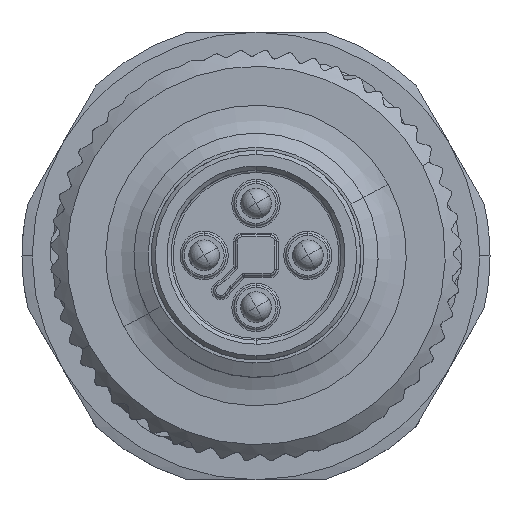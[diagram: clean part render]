
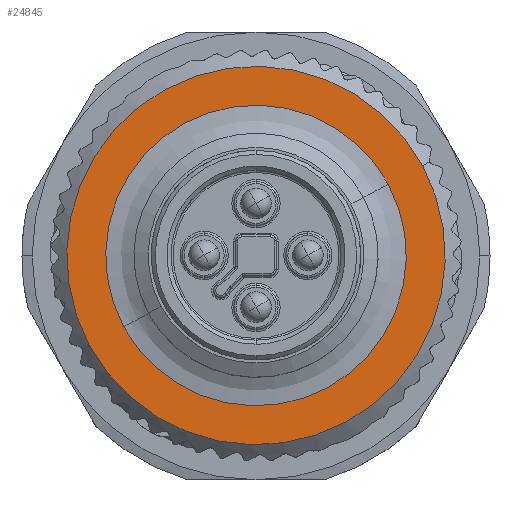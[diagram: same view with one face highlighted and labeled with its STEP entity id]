
A CAD part, top view. The second image highlights one B-rep face of the part: STEP entity #24845.
In plain terms, the highlighted planar face has unit normal (0, 0, 1).
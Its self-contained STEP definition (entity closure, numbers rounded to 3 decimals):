
#20683=AXIS2_PLACEMENT_3D('Circle Axis2P3D',#20681,#20682,$) ;
#23967=AXIS2_PLACEMENT_3D('Circle Axis2P3D',#23965,#23966,$) ;
#24821=AXIS2_PLACEMENT_3D('Plane Axis2P3D',#24818,#24819,#24820) ;
#24829=AXIS2_PLACEMENT_3D('Circle Axis2P3D',#24827,#24828,$) ;
#24838=AXIS2_PLACEMENT_3D('Circle Axis2P3D',#24836,#24837,$) ;
#20111=CARTESIAN_POINT('Vertex',(3.313,6.588,21.8)) ;
#20678=CARTESIAN_POINT('Vertex',(19.687,15.412,21.8)) ;
#20681=CARTESIAN_POINT('Axis2P3D Location',(11.5,11.,21.8)) ;
#23965=CARTESIAN_POINT('Axis2P3D Location',(11.5,11.,21.8)) ;
#24818=CARTESIAN_POINT('Axis2P3D Location',(11.5,11.,21.8)) ;
#24827=CARTESIAN_POINT('Axis2P3D Location',(11.5,11.,21.8)) ;
#24831=CARTESIAN_POINT('Vertex',(18.003,14.504,21.8)) ;
#24833=CARTESIAN_POINT('Vertex',(4.997,7.496,21.8)) ;
#24836=CARTESIAN_POINT('Axis2P3D Location',(11.5,11.,21.8)) ;
#20682=DIRECTION('Axis2P3D Direction',(0.,0.,-1.)) ;
#23966=DIRECTION('Axis2P3D Direction',(0.,0.,-1.)) ;
#24819=DIRECTION('Axis2P3D Direction',(0.,0.,-1.)) ;
#24820=DIRECTION('Axis2P3D XDirection',(0.,1.,0.)) ;
#24828=DIRECTION('Axis2P3D Direction',(0.,0.,-1.)) ;
#24837=DIRECTION('Axis2P3D Direction',(0.,0.,-1.)) ;
#24824=ORIENTED_EDGE('',*,*,#23969,.T.) ;
#24825=ORIENTED_EDGE('',*,*,#20685,.T.) ;
#24842=ORIENTED_EDGE('',*,*,#24835,.T.) ;
#24843=ORIENTED_EDGE('',*,*,#24840,.T.) ;
#24844=FACE_BOUND('',#24841,.T.) ;
#24845=ADVANCED_FACE('K\X2\00F6\X0\rper.4',(#24826,#24844),#24822,.F.) ;
#20684=CIRCLE('generated circle',#20683,9.3) ;
#23968=CIRCLE('generated circle',#23967,9.3) ;
#24830=CIRCLE('generated circle',#24829,7.387) ;
#24839=CIRCLE('generated circle',#24838,7.387) ;
#20685=EDGE_CURVE('',#20112,#20679,#20684,.F.) ;
#23969=EDGE_CURVE('',#20679,#20112,#23968,.F.) ;
#24835=EDGE_CURVE('',#24832,#24834,#24830,.T.) ;
#24840=EDGE_CURVE('',#24834,#24832,#24839,.T.) ;
#24823=EDGE_LOOP('',(#24824,#24825)) ;
#24841=EDGE_LOOP('',(#24842,#24843)) ;
#24826=FACE_OUTER_BOUND('',#24823,.T.) ;
#24822=PLANE('',#24821) ;
#20112=VERTEX_POINT('',#20111) ;
#20679=VERTEX_POINT('',#20678) ;
#24832=VERTEX_POINT('',#24831) ;
#24834=VERTEX_POINT('',#24833) ;
